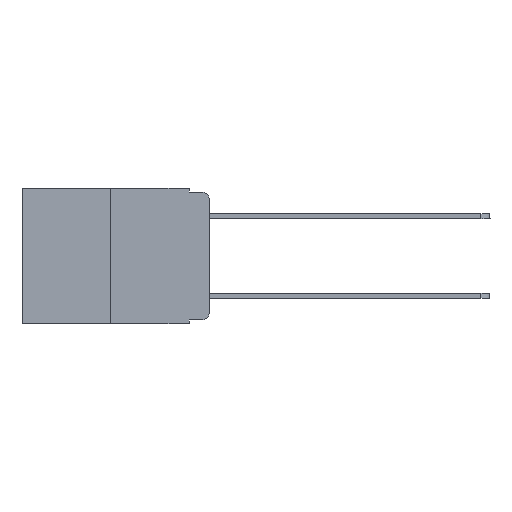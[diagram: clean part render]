
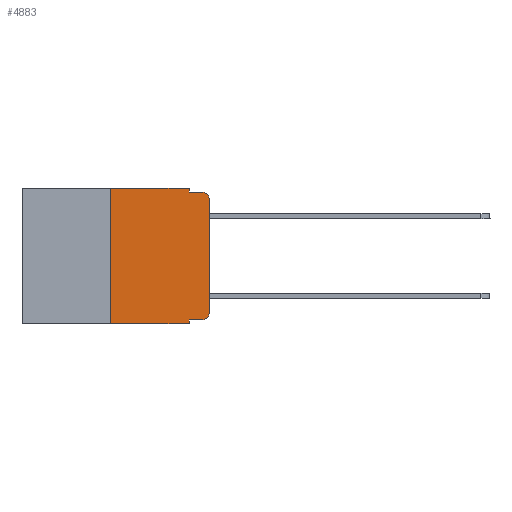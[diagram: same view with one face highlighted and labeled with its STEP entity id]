
A CAD part, left-side view. The second image highlights one B-rep face of the part: STEP entity #4883.
In plain terms, the highlighted planar face has unit normal (-1, 0, 0).
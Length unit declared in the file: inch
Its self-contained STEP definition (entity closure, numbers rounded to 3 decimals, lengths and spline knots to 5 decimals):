
#9 = CARTESIAN_POINT ( 'NONE',  ( 0., 0.051, 0. ) ) ;
#77 = DIRECTION ( 'NONE',  ( 0., 0., 1. ) ) ;
#318 = LINE ( 'NONE', #9, #6342 ) ;
#702 = VECTOR ( 'NONE', #3244, 39.37008 ) ;
#738 = CARTESIAN_POINT ( 'NONE',  ( 0., 0.25, 0. ) ) ;
#742 = LINE ( 'NONE', #1923, #6869 ) ;
#743 = DIRECTION ( 'NONE',  ( 0., 0., 1. ) ) ;
#808 = CARTESIAN_POINT ( 'NONE',  ( 0., 0.051, 0. ) ) ;
#937 = EDGE_CURVE ( 'NONE', #11621, #1958, #2140, .T. ) ;
#1394 = DIRECTION ( 'NONE',  ( -1., 0., 0. ) ) ;
#1543 = DIRECTION ( 'NONE',  ( 1., 0., 0. ) ) ;
#1613 = CARTESIAN_POINT ( 'NONE',  ( 0., 0.02, -0.01 ) ) ;
#1614 = EDGE_CURVE ( 'NONE', #11210, #9814, #15058, .T. ) ;
#1650 = AXIS2_PLACEMENT_3D ( 'NONE', #6446, #1543, #5249 ) ;
#1923 = CARTESIAN_POINT ( 'NONE',  ( 0., 0.051, -0.333 ) ) ;
#1958 = VERTEX_POINT ( 'NONE', #1613 ) ;
#2140 = LINE ( 'NONE', #14016, #702 ) ;
#2289 = CARTESIAN_POINT ( 'NONE',  ( 0., 0.473, 0. ) ) ;
#2703 = AXIS2_PLACEMENT_3D ( 'NONE', #7259, #1394, #9690 ) ;
#2904 = VECTOR ( 'NONE', #9699, 39.37008 ) ;
#3244 = DIRECTION ( 'NONE',  ( 0., -1., 0. ) ) ;
#3347 = ORIENTED_EDGE ( 'NONE', *, *, #1614, .T. ) ;
#3612 = CARTESIAN_POINT ( 'NONE',  ( 0., 0., 0. ) ) ;
#4078 = ORIENTED_EDGE ( 'NONE', *, *, #12785, .F. ) ;
#4644 = CARTESIAN_POINT ( 'NONE',  ( 0., 0.02, -0.333 ) ) ;
#4883 = ADVANCED_FACE ( 'NONE', ( #8748 ), #13503, .F. ) ;
#5249 = DIRECTION ( 'NONE',  ( 0., 0., -1. ) ) ;
#5289 = CARTESIAN_POINT ( 'NONE',  ( 0., 0.02, -0.03 ) ) ;
#5591 = DIRECTION ( 'NONE',  ( 0., -1., 0. ) ) ;
#5811 = VECTOR ( 'NONE', #8608, 39.37008 ) ;
#6291 = EDGE_CURVE ( 'NONE', #11997, #11914, #14252, .T. ) ;
#6342 = VECTOR ( 'NONE', #6390, 39.37008 ) ;
#6390 = DIRECTION ( 'NONE',  ( 0., 0., -1. ) ) ;
#6446 = CARTESIAN_POINT ( 'NONE',  ( 0., 0.473, 0. ) ) ;
#6531 = VECTOR ( 'NONE', #5591, 39.37008 ) ;
#6678 = CARTESIAN_POINT ( 'NONE',  ( 0., 0.051, -0.333 ) ) ;
#6754 = DIRECTION ( 'NONE',  ( 0., -1., 0. ) ) ;
#6869 = VECTOR ( 'NONE', #6754, 39.37008 ) ;
#7062 = ORIENTED_EDGE ( 'NONE', *, *, #8057, .F. ) ;
#7259 = CARTESIAN_POINT ( 'NONE',  ( 0., 0.02, -0.313 ) ) ;
#7349 = LINE ( 'NONE', #3612, #13509 ) ;
#7421 = EDGE_CURVE ( 'NONE', #7688, #11997, #9281, .T. ) ;
#7688 = VERTEX_POINT ( 'NONE', #10623 ) ;
#7993 = LINE ( 'NONE', #11524, #6531 ) ;
#8057 = EDGE_CURVE ( 'NONE', #8770, #8502, #11108, .T. ) ;
#8502 = VERTEX_POINT ( 'NONE', #9844 ) ;
#8608 = DIRECTION ( 'NONE',  ( 0., -1., 0. ) ) ;
#8609 = ORIENTED_EDGE ( 'NONE', *, *, #13667, .T. ) ;
#8748 = FACE_OUTER_BOUND ( 'NONE', #11453, .T. ) ;
#8770 = VERTEX_POINT ( 'NONE', #6678 ) ;
#9093 = DIRECTION ( 'NONE',  ( -1., 0., 0. ) ) ;
#9281 = LINE ( 'NONE', #11708, #11958 ) ;
#9690 = DIRECTION ( 'NONE',  ( 0., 0., -1. ) ) ;
#9699 = DIRECTION ( 'NONE',  ( 0., 0., -1. ) ) ;
#9788 = CARTESIAN_POINT ( 'NONE',  ( 0., 0.051, 0. ) ) ;
#9814 = VERTEX_POINT ( 'NONE', #9920 ) ;
#9844 = CARTESIAN_POINT ( 'NONE',  ( 0., 0.051, -0.343 ) ) ;
#9920 = CARTESIAN_POINT ( 'NONE',  ( 0., 0., -0.313 ) ) ;
#10112 = ORIENTED_EDGE ( 'NONE', *, *, #12381, .T. ) ;
#10435 = DIRECTION ( 'NONE',  ( 0., 0., -1. ) ) ;
#10480 = ORIENTED_EDGE ( 'NONE', *, *, #11370, .T. ) ;
#10623 = CARTESIAN_POINT ( 'NONE',  ( 0., 0.25, -0.343 ) ) ;
#11050 = ORIENTED_EDGE ( 'NONE', *, *, #6291, .F. ) ;
#11108 = LINE ( 'NONE', #9788, #2904 ) ;
#11210 = VERTEX_POINT ( 'NONE', #4644 ) ;
#11287 = VERTEX_POINT ( 'NONE', #12990 ) ;
#11370 = EDGE_CURVE ( 'NONE', #9814, #11287, #7349, .T. ) ;
#11453 = EDGE_LOOP ( 'NONE', ( #10480, #8609, #14447, #4078, #11050, #11660, #10112, #7062, #12693, #3347 ) ) ;
#11524 = CARTESIAN_POINT ( 'NONE',  ( 0., 0.473, -0.343 ) ) ;
#11621 = VERTEX_POINT ( 'NONE', #13262 ) ;
#11660 = ORIENTED_EDGE ( 'NONE', *, *, #7421, .F. ) ;
#11708 = CARTESIAN_POINT ( 'NONE',  ( 0., 0.25, 0. ) ) ;
#11914 = VERTEX_POINT ( 'NONE', #808 ) ;
#11958 = VECTOR ( 'NONE', #743, 39.37008 ) ;
#11997 = VERTEX_POINT ( 'NONE', #738 ) ;
#12381 = EDGE_CURVE ( 'NONE', #7688, #8502, #7993, .T. ) ;
#12693 = ORIENTED_EDGE ( 'NONE', *, *, #15147, .T. ) ;
#12785 = EDGE_CURVE ( 'NONE', #11914, #11621, #318, .T. ) ;
#12990 = CARTESIAN_POINT ( 'NONE',  ( 0., 0., -0.03 ) ) ;
#13262 = CARTESIAN_POINT ( 'NONE',  ( 0., 0.051, -0.01 ) ) ;
#13503 = PLANE ( 'NONE',  #1650 ) ;
#13509 = VECTOR ( 'NONE', #77, 39.37008 ) ;
#13667 = EDGE_CURVE ( 'NONE', #11287, #1958, #14382, .T. ) ;
#14016 = CARTESIAN_POINT ( 'NONE',  ( 0., 0.051, -0.01 ) ) ;
#14133 = AXIS2_PLACEMENT_3D ( 'NONE', #5289, #9093, #10435 ) ;
#14252 = LINE ( 'NONE', #2289, #5811 ) ;
#14382 = CIRCLE ( 'NONE', #14133, 0.02 ) ;
#14447 = ORIENTED_EDGE ( 'NONE', *, *, #937, .F. ) ;
#15058 = CIRCLE ( 'NONE', #2703, 0.02 ) ;
#15147 = EDGE_CURVE ( 'NONE', #8770, #11210, #742, .T. ) ;
